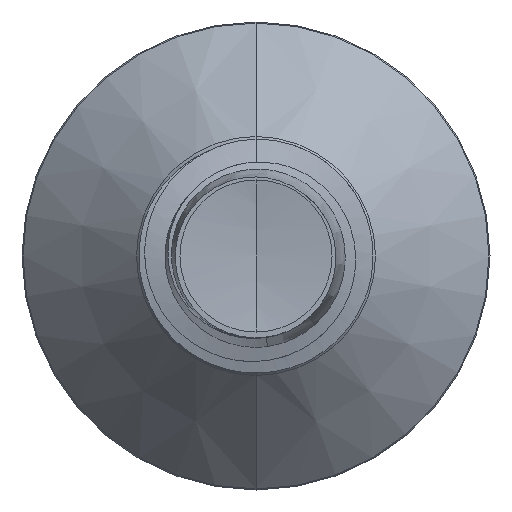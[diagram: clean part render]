
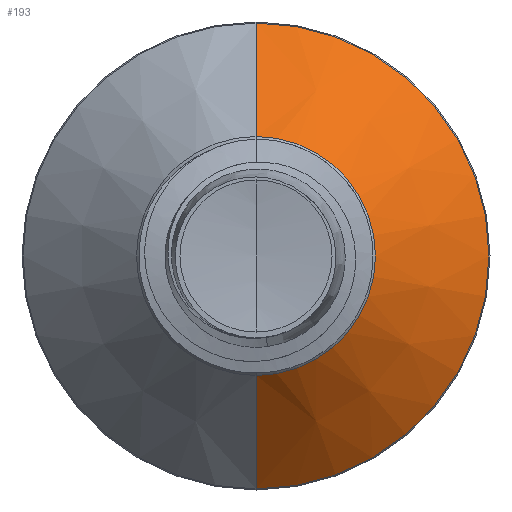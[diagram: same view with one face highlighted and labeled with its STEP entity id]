
A CAD part, front view. The second image highlights one B-rep face of the part: STEP entity #193.
In plain terms, the highlighted conical face has half-angle 45 degrees and reference radius 2.042 mm.
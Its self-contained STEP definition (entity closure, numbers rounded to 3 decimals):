
#193 = ADVANCED_FACE ( 'NONE', ( #9223 ), #6501, .T. ) ;
#343 = VERTEX_POINT ( 'NONE', #1175 ) ;
#515 = CARTESIAN_POINT ( 'NONE',  ( 0., 3.782, 0. ) ) ;
#671 = CARTESIAN_POINT ( 'NONE',  ( 0., 1.842, 0. ) ) ;
#936 = VERTEX_POINT ( 'NONE', #3113 ) ;
#981 = CARTESIAN_POINT ( 'NONE',  ( 0., 1.842, 2.042 ) ) ;
#1175 = CARTESIAN_POINT ( 'NONE',  ( 0., 3.782, -3.982 ) ) ;
#1506 = DIRECTION ( 'NONE',  ( 0., 0., 1. ) ) ;
#1674 = DIRECTION ( 'NONE',  ( 0., 0., 1. ) ) ;
#2141 = VECTOR ( 'NONE', #10493, 1000. ) ;
#2146 = AXIS2_PLACEMENT_3D ( 'NONE', #671, #7241, #1674 ) ;
#2173 = AXIS2_PLACEMENT_3D ( 'NONE', #515, #7089, #1506 ) ;
#2219 = ORIENTED_EDGE ( 'NONE', *, *, #8227, .T. ) ;
#2368 = VERTEX_POINT ( 'NONE', #8730 ) ;
#2466 = LINE ( 'NONE', #3276, #2141 ) ;
#3113 = CARTESIAN_POINT ( 'NONE',  ( 0., 3.782, 3.982 ) ) ;
#3276 = CARTESIAN_POINT ( 'NONE',  ( 0., 1.842, -2.042 ) ) ;
#3285 = VERTEX_POINT ( 'NONE', #981 ) ;
#3461 = CARTESIAN_POINT ( 'NONE',  ( 0., 1.842, 2.042 ) ) ;
#4213 = ORIENTED_EDGE ( 'NONE', *, *, #8066, .T. ) ;
#4445 = DIRECTION ( 'NONE',  ( 0., 0.707, 0.707 ) ) ;
#4494 = ORIENTED_EDGE ( 'NONE', *, *, #9245, .F. ) ;
#5296 = DIRECTION ( 'NONE',  ( 0., 0., 1. ) ) ;
#6231 = EDGE_LOOP ( 'NONE', ( #2219, #4213, #11337, #4494 ) ) ;
#6501 = CONICAL_SURFACE ( 'NONE', #7991, 2.042, 0.785 ) ;
#7089 = DIRECTION ( 'NONE',  ( 0., 1., 0. ) ) ;
#7241 = DIRECTION ( 'NONE',  ( 0., 1., 0. ) ) ;
#7464 = CARTESIAN_POINT ( 'NONE',  ( 0., 1.842, 0. ) ) ;
#7991 = AXIS2_PLACEMENT_3D ( 'NONE', #7464, #8387, #5296 ) ;
#8066 = EDGE_CURVE ( 'NONE', #2368, #343, #2466, .T. ) ;
#8193 = EDGE_CURVE ( 'NONE', #936, #343, #8932, .T. ) ;
#8227 = EDGE_CURVE ( 'NONE', #3285, #2368, #10966, .T. ) ;
#8387 = DIRECTION ( 'NONE',  ( 0., 1., 0. ) ) ;
#8730 = CARTESIAN_POINT ( 'NONE',  ( 0., 1.842, -2.042 ) ) ;
#8932 = CIRCLE ( 'NONE', #2173, 3.982 ) ;
#9223 = FACE_OUTER_BOUND ( 'NONE', #6231, .T. ) ;
#9245 = EDGE_CURVE ( 'NONE', #3285, #936, #11880, .T. ) ;
#9597 = VECTOR ( 'NONE', #4445, 1000. ) ;
#10493 = DIRECTION ( 'NONE',  ( 0., 0.707, -0.707 ) ) ;
#10966 = CIRCLE ( 'NONE', #2146, 2.042 ) ;
#11337 = ORIENTED_EDGE ( 'NONE', *, *, #8193, .F. ) ;
#11880 = LINE ( 'NONE', #3461, #9597 ) ;
